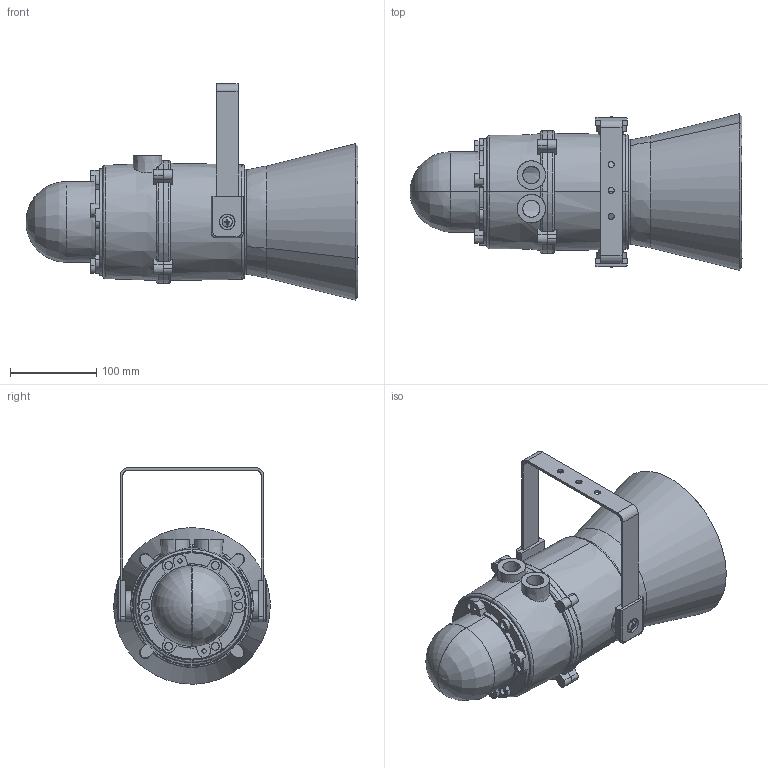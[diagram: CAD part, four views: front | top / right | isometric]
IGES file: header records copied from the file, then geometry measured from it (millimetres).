
Start section: SolidWorks IGES file using analytic representation for surfaces
Global section: file name: SK0123.IGS; native system: SolidWorks 2014; preprocessor: SolidWorks 2014; author: randip.rait; date: 141201.142223; units: millimetre
Bounding box: 384.4 x 181.26 x 250.63 mm (x, y, z)
Surface area: 489691.4 mm2 (no closed solid volume)
Topology: 0 solids, 0 shells, 458 faces, 14100 edges, 16347 vertices
Faces by surface type: revolution 234, bspline 224
